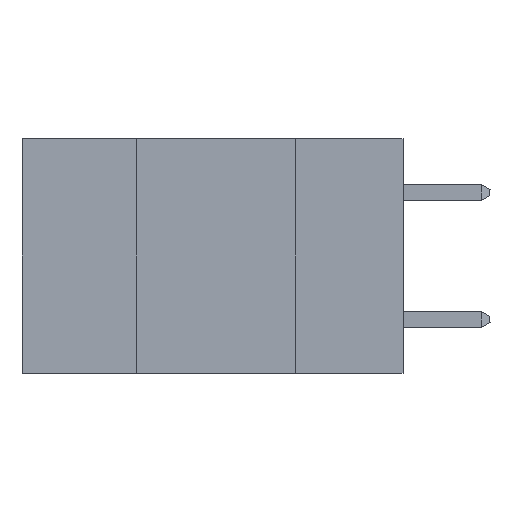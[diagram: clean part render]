
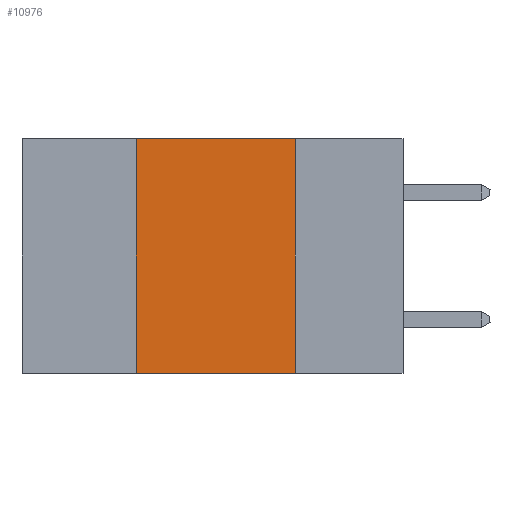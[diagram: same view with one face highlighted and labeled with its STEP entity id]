
A CAD part, left-side view. The second image highlights one B-rep face of the part: STEP entity #10976.
In plain terms, the highlighted planar face has unit normal (-1, 0, 0).
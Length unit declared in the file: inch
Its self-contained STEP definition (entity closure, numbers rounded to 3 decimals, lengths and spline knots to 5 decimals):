
#628 = PLANE ( 'NONE',  #29873 ) ;
#676 = VECTOR ( 'NONE', #29931, 39.37008 ) ;
#800 = CARTESIAN_POINT ( 'NONE',  ( 0., 0.17, 0. ) ) ;
#3748 = DIRECTION ( 'NONE',  ( 0., -1., 0. ) ) ;
#5682 = LINE ( 'NONE', #32168, #28826 ) ;
#9217 = ORIENTED_EDGE ( 'NONE', *, *, #36207, .F. ) ;
#9455 = CARTESIAN_POINT ( 'NONE',  ( 0., 0.6, 0. ) ) ;
#10174 = VECTOR ( 'NONE', #3748, 39.37008 ) ;
#10420 = ORIENTED_EDGE ( 'NONE', *, *, #37353, .T. ) ;
#10432 = VERTEX_POINT ( 'NONE', #36925 ) ;
#10976 = ADVANCED_FACE ( 'NONE', ( #36198 ), #628, .F. ) ;
#12985 = LINE ( 'NONE', #800, #31507 ) ;
#15377 = VERTEX_POINT ( 'NONE', #33721 ) ;
#16223 = LINE ( 'NONE', #27053, #676 ) ;
#16371 = ORIENTED_EDGE ( 'NONE', *, *, #28728, .F. ) ;
#17839 = DIRECTION ( 'NONE',  ( 1., 0., 0. ) ) ;
#18412 = CARTESIAN_POINT ( 'NONE',  ( 0., 0.42, 0. ) ) ;
#18868 = VERTEX_POINT ( 'NONE', #18412 ) ;
#18954 = VERTEX_POINT ( 'NONE', #21724 ) ;
#21596 = CARTESIAN_POINT ( 'NONE',  ( 0., 0.6, -0.37 ) ) ;
#21724 = CARTESIAN_POINT ( 'NONE',  ( 0., 0.17, -0.37 ) ) ;
#23939 = DIRECTION ( 'NONE',  ( 0., 0., -1. ) ) ;
#24223 = DIRECTION ( 'NONE',  ( 0., 0., -1. ) ) ;
#24712 = LINE ( 'NONE', #21596, #10174 ) ;
#27053 = CARTESIAN_POINT ( 'NONE',  ( 0., 0.42, 0. ) ) ;
#28546 = ORIENTED_EDGE ( 'NONE', *, *, #35729, .F. ) ;
#28728 = EDGE_CURVE ( 'NONE', #18868, #15377, #5682, .T. ) ;
#28805 = EDGE_LOOP ( 'NONE', ( #9217, #16371, #28546, #10420 ) ) ;
#28826 = VECTOR ( 'NONE', #35596, 39.37008 ) ;
#29873 = AXIS2_PLACEMENT_3D ( 'NONE', #9455, #17839, #23939 ) ;
#29931 = DIRECTION ( 'NONE',  ( 0., 0., 1. ) ) ;
#31507 = VECTOR ( 'NONE', #24223, 39.37008 ) ;
#32168 = CARTESIAN_POINT ( 'NONE',  ( 0., 0.6, 0. ) ) ;
#33721 = CARTESIAN_POINT ( 'NONE',  ( 0., 0.17, 0. ) ) ;
#35596 = DIRECTION ( 'NONE',  ( 0., -1., 0. ) ) ;
#35729 = EDGE_CURVE ( 'NONE', #10432, #18868, #16223, .T. ) ;
#36198 = FACE_OUTER_BOUND ( 'NONE', #28805, .T. ) ;
#36207 = EDGE_CURVE ( 'NONE', #15377, #18954, #12985, .T. ) ;
#36925 = CARTESIAN_POINT ( 'NONE',  ( 0., 0.42, -0.37 ) ) ;
#37353 = EDGE_CURVE ( 'NONE', #10432, #18954, #24712, .T. ) ;
